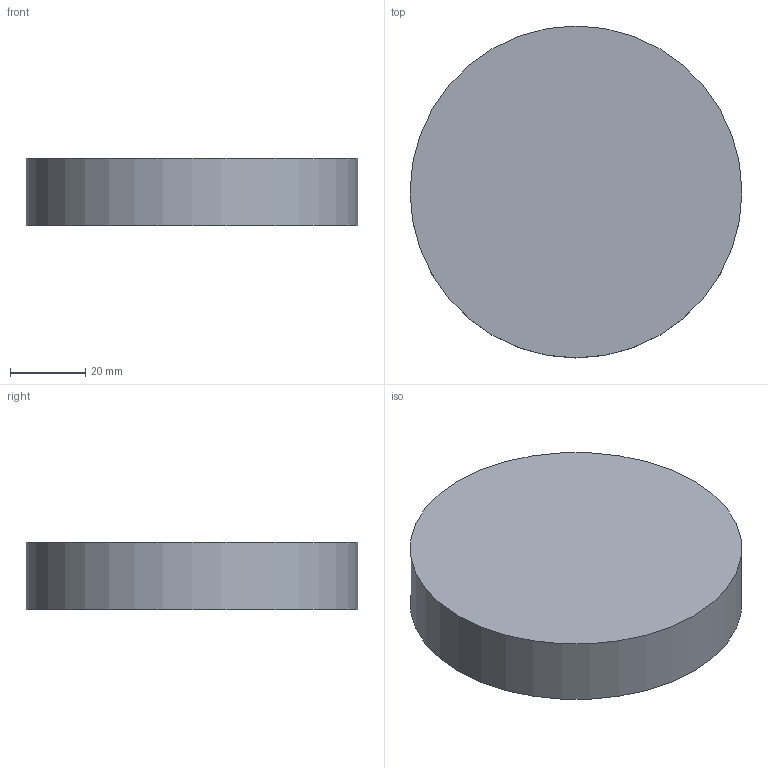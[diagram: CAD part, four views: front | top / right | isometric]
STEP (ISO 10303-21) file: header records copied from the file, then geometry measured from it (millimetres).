
FILE_DESCRIPTION(('FreeCAD Model'),'2;1');
FILE_NAME('Open CASCADE Shape Model','2025-04-12T19:40:20',(''),(''), 'Open CASCADE STEP processor 7.8','FreeCAD','Unknown');
FILE_SCHEMA(('AUTOMOTIVE_DESIGN { 1 0 10303 214 1 1 1 1 }'));
Length unit declared in the file: millimetre
Products named in the file (1): Connect
Bounding box: 88 x 88 x 18 mm (x, y, z)
Volume: 16671.7 mm3; surface area: 22620.4 mm2
Topology: 1 solids, 1 shells, 14 faces, 31 edges, 20 vertices
Faces by surface type: bspline 6, plane 5, cylinder 3
Full cylindrical faces by diameter (mm): 85 x2, 88 x1
Entity records: 611 total; most frequent: CARTESIAN_POINT 336, ORIENTED_EDGE 62, EDGE_CURVE 31, DIRECTION 30, B_SPLINE_CURVE_WITH_KNOTS 23, VERTEX_POINT 20, FACE_BOUND 15, EDGE_LOOP 15
